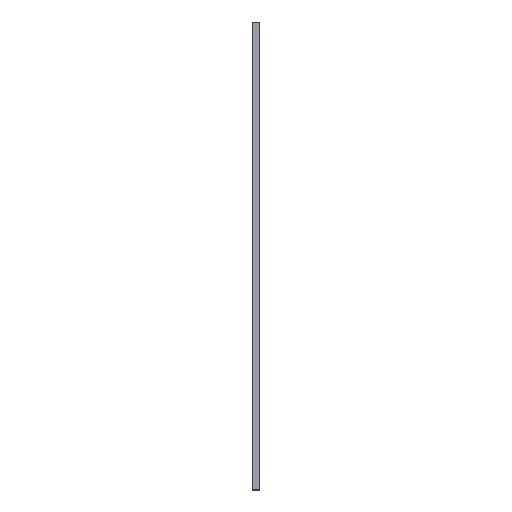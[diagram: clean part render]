
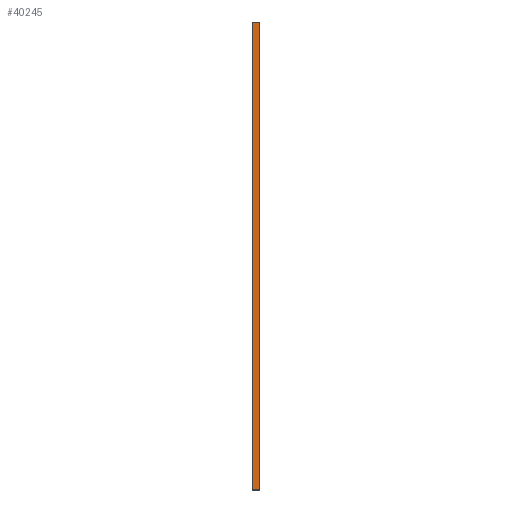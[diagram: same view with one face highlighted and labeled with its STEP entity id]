
A CAD part, top view. The second image highlights one B-rep face of the part: STEP entity #40245.
In plain terms, the highlighted free-form (B-spline) face has degree [1, 1] with [2, 2] control points.
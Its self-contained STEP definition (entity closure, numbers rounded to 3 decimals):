
#22 = VERTEX_POINT('',#23);
#23 = CARTESIAN_POINT('',(-370.,-241.5,181.5));
#32 = B_SPLINE_SURFACE_WITH_KNOTS('',1,1,(
    (#33,#34)
    ,(#35,#36)),.UNSPECIFIED.,.F.,.F.,.F.,(2,2),(2,2),(0.,1.),(0.,1.),
  .PIECEWISE_BEZIER_KNOTS.);
#33 = CARTESIAN_POINT('',(-370.,-114.5,181.5));
#34 = CARTESIAN_POINT('',(-370.,-114.5,54.5));
#35 = CARTESIAN_POINT('',(-370.,-241.5,181.5));
#36 = CARTESIAN_POINT('',(-370.,-241.5,54.5));
#43 = B_SPLINE_SURFACE_WITH_KNOTS('',1,1,(
    (#44,#45)
    ,(#46,#47)),.UNSPECIFIED.,.F.,.F.,.F.,(2,2),(2,2),(0.,1.),(0.,1.),
  .PIECEWISE_BEZIER_KNOTS.);
#44 = CARTESIAN_POINT('',(-370.,-241.5,181.5));
#45 = CARTESIAN_POINT('',(-368.,-241.5,181.5));
#46 = CARTESIAN_POINT('',(-370.,-241.5,54.5));
#47 = CARTESIAN_POINT('',(-368.,-241.5,54.5));
#81 = VERTEX_POINT('',#82);
#82 = CARTESIAN_POINT('',(-370.,-114.5,181.5));
#95 = B_SPLINE_SURFACE_WITH_KNOTS('',1,1,(
    (#96,#97)
    ,(#98,#99)),.UNSPECIFIED.,.F.,.F.,.F.,(2,2),(2,2),(0.,1.),(0.,1.),
  .PIECEWISE_BEZIER_KNOTS.);
#96 = CARTESIAN_POINT('',(-370.,-114.5,54.5));
#97 = CARTESIAN_POINT('',(-368.,-114.5,54.5));
#98 = CARTESIAN_POINT('',(-370.,-114.5,181.5));
#99 = CARTESIAN_POINT('',(-368.,-114.5,181.5));
#106 = EDGE_CURVE('',#81,#22,#107,.T.);
#107 = SURFACE_CURVE('',#108,(#112,#118),.PCURVE_S1.);
#108 = LINE('',#109,#110);
#109 = CARTESIAN_POINT('',(-370.,-114.5,181.5));
#110 = VECTOR('',#111,1.);
#111 = DIRECTION('',(0.,-1.,0.));
#112 = PCURVE('',#32,#113);
#113 = DEFINITIONAL_REPRESENTATION('',(#114),#117);
#114 = B_SPLINE_CURVE_WITH_KNOTS('',1,(#115,#116),.UNSPECIFIED.,.F.,.F.,
  (2,2),(0.,127.),.PIECEWISE_BEZIER_KNOTS.);
#115 = CARTESIAN_POINT('',(0.,0.));
#116 = CARTESIAN_POINT('',(1.,0.));
#117 = ( GEOMETRIC_REPRESENTATION_CONTEXT(2) 
PARAMETRIC_REPRESENTATION_CONTEXT() REPRESENTATION_CONTEXT('2D SPACE',''
  ) );
#118 = PCURVE('',#119,#124);
#119 = B_SPLINE_SURFACE_WITH_KNOTS('',1,1,(
    (#120,#121)
    ,(#122,#123)),.UNSPECIFIED.,.F.,.F.,.F.,(2,2),(2,2),(0.,1.),(0.,1.),
  .PIECEWISE_BEZIER_KNOTS.);
#120 = CARTESIAN_POINT('',(-370.,-114.5,181.5));
#121 = CARTESIAN_POINT('',(-368.,-114.5,181.5));
#122 = CARTESIAN_POINT('',(-370.,-241.5,181.5));
#123 = CARTESIAN_POINT('',(-368.,-241.5,181.5));
#124 = DEFINITIONAL_REPRESENTATION('',(#125),#128);
#125 = B_SPLINE_CURVE_WITH_KNOTS('',1,(#126,#127),.UNSPECIFIED.,.F.,.F.,
  (2,2),(0.,127.),.PIECEWISE_BEZIER_KNOTS.);
#126 = CARTESIAN_POINT('',(0.,0.));
#127 = CARTESIAN_POINT('',(1.,0.));
#128 = ( GEOMETRIC_REPRESENTATION_CONTEXT(2) 
PARAMETRIC_REPRESENTATION_CONTEXT() REPRESENTATION_CONTEXT('2D SPACE',''
  ) );
#20584 = VERTEX_POINT('',#20585);
#20585 = CARTESIAN_POINT('',(-368.,-241.5,181.5));
#20594 = B_SPLINE_SURFACE_WITH_KNOTS('',1,1,(
    (#20595,#20596)
    ,(#20597,#20598
    )),.UNSPECIFIED.,.F.,.F.,.F.,(2,2),(2,2),(0.,1.),(0.,1.),
  .PIECEWISE_BEZIER_KNOTS.);
#20595 = CARTESIAN_POINT('',(-368.,-114.5,181.5));
#20596 = CARTESIAN_POINT('',(-368.,-114.5,54.5));
#20597 = CARTESIAN_POINT('',(-368.,-241.5,181.5));
#20598 = CARTESIAN_POINT('',(-368.,-241.5,54.5));
#20633 = VERTEX_POINT('',#20634);
#20634 = CARTESIAN_POINT('',(-368.,-114.5,181.5));
#20653 = EDGE_CURVE('',#20633,#20584,#20654,.T.);
#20654 = SURFACE_CURVE('',#20655,(#20659,#20665),.PCURVE_S1.);
#20655 = LINE('',#20656,#20657);
#20656 = CARTESIAN_POINT('',(-368.,-114.5,181.5));
#20657 = VECTOR('',#20658,1.);
#20658 = DIRECTION('',(0.,-1.,0.));
#20659 = PCURVE('',#20594,#20660);
#20660 = DEFINITIONAL_REPRESENTATION('',(#20661),#20664);
#20661 = B_SPLINE_CURVE_WITH_KNOTS('',1,(#20662,#20663),.UNSPECIFIED.,
  .F.,.F.,(2,2),(0.,127.),.PIECEWISE_BEZIER_KNOTS.);
#20662 = CARTESIAN_POINT('',(0.,0.));
#20663 = CARTESIAN_POINT('',(1.,0.));
#20664 = ( GEOMETRIC_REPRESENTATION_CONTEXT(2) 
PARAMETRIC_REPRESENTATION_CONTEXT() REPRESENTATION_CONTEXT('2D SPACE',''
  ) );
#20665 = PCURVE('',#119,#20666);
#20666 = DEFINITIONAL_REPRESENTATION('',(#20667),#20670);
#20667 = B_SPLINE_CURVE_WITH_KNOTS('',1,(#20668,#20669),.UNSPECIFIED.,
  .F.,.F.,(2,2),(0.,127.),.PIECEWISE_BEZIER_KNOTS.);
#20668 = CARTESIAN_POINT('',(0.,1.));
#20669 = CARTESIAN_POINT('',(1.,1.));
#20670 = ( GEOMETRIC_REPRESENTATION_CONTEXT(2) 
PARAMETRIC_REPRESENTATION_CONTEXT() REPRESENTATION_CONTEXT('2D SPACE',''
  ) );
#40245 = ADVANCED_FACE('',(#40246),#119,.T.);
#40246 = FACE_BOUND('',#40247,.T.);
#40247 = EDGE_LOOP('',(#40248,#40249,#40268,#40269));
#40248 = ORIENTED_EDGE('',*,*,#106,.T.);
#40249 = ORIENTED_EDGE('',*,*,#40250,.T.);
#40250 = EDGE_CURVE('',#22,#20584,#40251,.T.);
#40251 = SURFACE_CURVE('',#40252,(#40256,#40262),.PCURVE_S1.);
#40252 = LINE('',#40253,#40254);
#40253 = CARTESIAN_POINT('',(-370.,-241.5,181.5));
#40254 = VECTOR('',#40255,1.);
#40255 = DIRECTION('',(1.,0.,0.));
#40256 = PCURVE('',#119,#40257);
#40257 = DEFINITIONAL_REPRESENTATION('',(#40258),#40261);
#40258 = B_SPLINE_CURVE_WITH_KNOTS('',1,(#40259,#40260),.UNSPECIFIED.,
  .F.,.F.,(2,2),(0.,2.),.PIECEWISE_BEZIER_KNOTS.);
#40259 = CARTESIAN_POINT('',(1.,0.));
#40260 = CARTESIAN_POINT('',(1.,1.));
#40261 = ( GEOMETRIC_REPRESENTATION_CONTEXT(2) 
PARAMETRIC_REPRESENTATION_CONTEXT() REPRESENTATION_CONTEXT('2D SPACE',''
  ) );
#40262 = PCURVE('',#43,#40263);
#40263 = DEFINITIONAL_REPRESENTATION('',(#40264),#40267);
#40264 = B_SPLINE_CURVE_WITH_KNOTS('',1,(#40265,#40266),.UNSPECIFIED.,
  .F.,.F.,(2,2),(0.,2.),.PIECEWISE_BEZIER_KNOTS.);
#40265 = CARTESIAN_POINT('',(0.,0.));
#40266 = CARTESIAN_POINT('',(0.,1.));
#40267 = ( GEOMETRIC_REPRESENTATION_CONTEXT(2) 
PARAMETRIC_REPRESENTATION_CONTEXT() REPRESENTATION_CONTEXT('2D SPACE',''
  ) );
#40268 = ORIENTED_EDGE('',*,*,#20653,.F.);
#40269 = ORIENTED_EDGE('',*,*,#40270,.F.);
#40270 = EDGE_CURVE('',#81,#20633,#40271,.T.);
#40271 = SURFACE_CURVE('',#40272,(#40276,#40282),.PCURVE_S1.);
#40272 = LINE('',#40273,#40274);
#40273 = CARTESIAN_POINT('',(-370.,-114.5,181.5));
#40274 = VECTOR('',#40275,1.);
#40275 = DIRECTION('',(1.,0.,0.));
#40276 = PCURVE('',#119,#40277);
#40277 = DEFINITIONAL_REPRESENTATION('',(#40278),#40281);
#40278 = B_SPLINE_CURVE_WITH_KNOTS('',1,(#40279,#40280),.UNSPECIFIED.,
  .F.,.F.,(2,2),(0.,2.),.PIECEWISE_BEZIER_KNOTS.);
#40279 = CARTESIAN_POINT('',(0.,0.));
#40280 = CARTESIAN_POINT('',(0.,1.));
#40281 = ( GEOMETRIC_REPRESENTATION_CONTEXT(2) 
PARAMETRIC_REPRESENTATION_CONTEXT() REPRESENTATION_CONTEXT('2D SPACE',''
  ) );
#40282 = PCURVE('',#95,#40283);
#40283 = DEFINITIONAL_REPRESENTATION('',(#40284),#40287);
#40284 = B_SPLINE_CURVE_WITH_KNOTS('',1,(#40285,#40286),.UNSPECIFIED.,
  .F.,.F.,(2,2),(0.,2.),.PIECEWISE_BEZIER_KNOTS.);
#40285 = CARTESIAN_POINT('',(1.,0.));
#40286 = CARTESIAN_POINT('',(1.,1.));
#40287 = ( GEOMETRIC_REPRESENTATION_CONTEXT(2) 
PARAMETRIC_REPRESENTATION_CONTEXT() REPRESENTATION_CONTEXT('2D SPACE',''
  ) );
